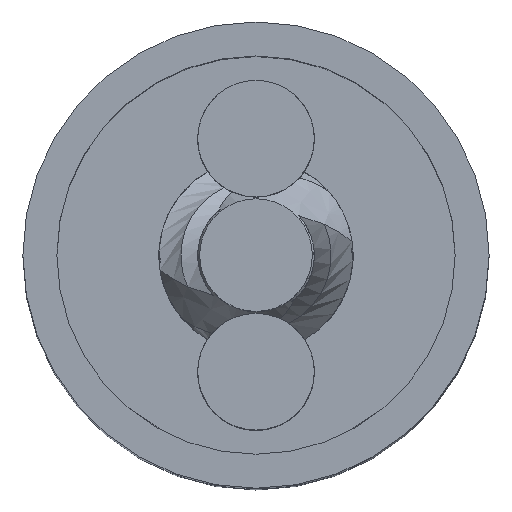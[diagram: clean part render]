
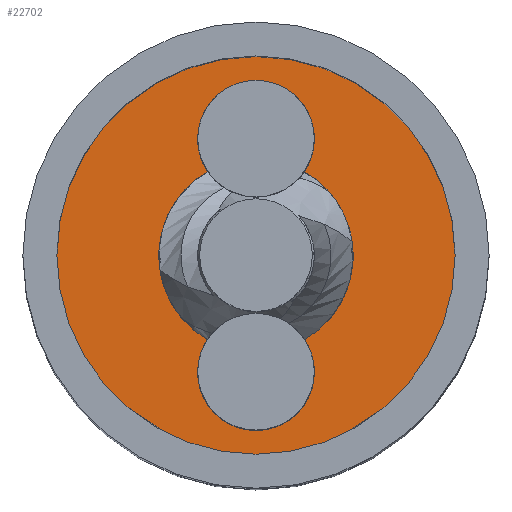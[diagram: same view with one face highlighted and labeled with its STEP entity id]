
A CAD part, top view. The second image highlights one B-rep face of the part: STEP entity #22702.
In plain terms, the highlighted planar face has unit normal (0, 0, 1).
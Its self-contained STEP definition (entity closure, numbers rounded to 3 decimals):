
#21775 = CYLINDRICAL_SURFACE('',#21776,30.);
#21776 = AXIS2_PLACEMENT_3D('',#21777,#21778,#21779);
#21777 = CARTESIAN_POINT('',(0.,60.,0.));
#21778 = DIRECTION('',(-0.,-0.,-1.));
#21779 = DIRECTION('',(1.,0.,0.));
#21804 = CYLINDRICAL_SURFACE('',#21805,50.);
#21805 = AXIS2_PLACEMENT_3D('',#21806,#21807,#21808);
#21806 = CARTESIAN_POINT('',(0.,0.,0.));
#21807 = DIRECTION('',(-0.,-0.,-1.));
#21808 = DIRECTION('',(1.,0.,0.));
#21833 = CYLINDRICAL_SURFACE('',#21834,30.);
#21834 = AXIS2_PLACEMENT_3D('',#21835,#21836,#21837);
#21835 = CARTESIAN_POINT('',(0.,-60.,0.));
#21836 = DIRECTION('',(-0.,-0.,-1.));
#21837 = DIRECTION('',(1.,0.,0.));
#21860 = CYLINDRICAL_SURFACE('',#21861,50.);
#21861 = AXIS2_PLACEMENT_3D('',#21862,#21863,#21864);
#21862 = CARTESIAN_POINT('',(0.,0.,0.));
#21863 = DIRECTION('',(-0.,-0.,-1.));
#21864 = DIRECTION('',(1.,0.,0.));
#21899 = CYLINDRICAL_SURFACE('',#21900,102.5);
#21900 = AXIS2_PLACEMENT_3D('',#21901,#21902,#21903);
#21901 = CARTESIAN_POINT('',(0.,0.,350.));
#21902 = DIRECTION('',(-0.,-0.,-1.));
#21903 = DIRECTION('',(1.,0.,0.));
#22441 = VERTEX_POINT('',#22442);
#22442 = CARTESIAN_POINT('',(24.944,43.333,350.));
#22463 = VERTEX_POINT('',#22464);
#22464 = CARTESIAN_POINT('',(-24.944,43.333,350.));
#22483 = EDGE_CURVE('',#22463,#22441,#22484,.T.);
#22484 = SURFACE_CURVE('',#22485,(#22490,#22497),.PCURVE_S1.);
#22485 = CIRCLE('',#22486,30.);
#22486 = AXIS2_PLACEMENT_3D('',#22487,#22488,#22489);
#22487 = CARTESIAN_POINT('',(0.,60.,350.));
#22488 = DIRECTION('',(0.,0.,-1.));
#22489 = DIRECTION('',(1.,0.,0.));
#22490 = PCURVE('',#21775,#22491);
#22491 = DEFINITIONAL_REPRESENTATION('',(#22492),#22496);
#22492 = LINE('',#22493,#22494);
#22493 = CARTESIAN_POINT('',(0.,-350.));
#22494 = VECTOR('',#22495,1.);
#22495 = DIRECTION('',(1.,-0.));
#22496 = ( GEOMETRIC_REPRESENTATION_CONTEXT(2) 
PARAMETRIC_REPRESENTATION_CONTEXT() REPRESENTATION_CONTEXT('2D SPACE',''
  ) );
#22497 = PCURVE('',#22498,#22503);
#22498 = PLANE('',#22499);
#22499 = AXIS2_PLACEMENT_3D('',#22500,#22501,#22502);
#22500 = CARTESIAN_POINT('',(0.,0.,350.
    ));
#22501 = DIRECTION('',(0.,0.,1.));
#22502 = DIRECTION('',(1.,0.,-0.));
#22503 = DEFINITIONAL_REPRESENTATION('',(#22504),#22512);
#22504 = ( BOUNDED_CURVE() B_SPLINE_CURVE(2,(#22505,#22506,#22507,#22508
    ,#22509,#22510,#22511),.UNSPECIFIED.,.T.,.F.) 
B_SPLINE_CURVE_WITH_KNOTS((1,2,2,2,2,1),(-2.094,0.,
    2.094,4.189,6.283,8.378),
.UNSPECIFIED.) CURVE() GEOMETRIC_REPRESENTATION_ITEM() 
RATIONAL_B_SPLINE_CURVE((1.,0.5,1.,0.5,1.,0.5,1.)) REPRESENTATION_ITEM(
  '') );
#22505 = CARTESIAN_POINT('',(30.,60.));
#22506 = CARTESIAN_POINT('',(30.,8.038));
#22507 = CARTESIAN_POINT('',(-15.,34.019));
#22508 = CARTESIAN_POINT('',(-60.,60.));
#22509 = CARTESIAN_POINT('',(-15.,85.981));
#22510 = CARTESIAN_POINT('',(30.,111.962));
#22511 = CARTESIAN_POINT('',(30.,60.));
#22512 = ( GEOMETRIC_REPRESENTATION_CONTEXT(2) 
PARAMETRIC_REPRESENTATION_CONTEXT() REPRESENTATION_CONTEXT('2D SPACE',''
  ) );
#22518 = EDGE_CURVE('',#22441,#22519,#22521,.T.);
#22519 = VERTEX_POINT('',#22520);
#22520 = CARTESIAN_POINT('',(24.944,-43.333,350.));
#22521 = SURFACE_CURVE('',#22522,(#22527,#22534),.PCURVE_S1.);
#22522 = CIRCLE('',#22523,50.);
#22523 = AXIS2_PLACEMENT_3D('',#22524,#22525,#22526);
#22524 = CARTESIAN_POINT('',(0.,0.,350.));
#22525 = DIRECTION('',(0.,0.,-1.));
#22526 = DIRECTION('',(1.,0.,0.));
#22527 = PCURVE('',#21804,#22528);
#22528 = DEFINITIONAL_REPRESENTATION('',(#22529),#22533);
#22529 = LINE('',#22530,#22531);
#22530 = CARTESIAN_POINT('',(-6.283,-350.));
#22531 = VECTOR('',#22532,1.);
#22532 = DIRECTION('',(1.,-0.));
#22533 = ( GEOMETRIC_REPRESENTATION_CONTEXT(2) 
PARAMETRIC_REPRESENTATION_CONTEXT() REPRESENTATION_CONTEXT('2D SPACE',''
  ) );
#22534 = PCURVE('',#22498,#22535);
#22535 = DEFINITIONAL_REPRESENTATION('',(#22536),#22544);
#22536 = ( BOUNDED_CURVE() B_SPLINE_CURVE(2,(#22537,#22538,#22539,#22540
    ,#22541,#22542,#22543),.UNSPECIFIED.,.T.,.F.) 
B_SPLINE_CURVE_WITH_KNOTS((1,2,2,2,2,1),(-2.094,0.,
    2.094,4.189,6.283,8.378),
.UNSPECIFIED.) CURVE() GEOMETRIC_REPRESENTATION_ITEM() 
RATIONAL_B_SPLINE_CURVE((1.,0.5,1.,0.5,1.,0.5,1.)) REPRESENTATION_ITEM(
  '') );
#22537 = CARTESIAN_POINT('',(50.,0.));
#22538 = CARTESIAN_POINT('',(50.,-86.603));
#22539 = CARTESIAN_POINT('',(-25.,-43.301));
#22540 = CARTESIAN_POINT('',(-100.,0.));
#22541 = CARTESIAN_POINT('',(-25.,43.301));
#22542 = CARTESIAN_POINT('',(50.,86.603));
#22543 = CARTESIAN_POINT('',(50.,0.));
#22544 = ( GEOMETRIC_REPRESENTATION_CONTEXT(2) 
PARAMETRIC_REPRESENTATION_CONTEXT() REPRESENTATION_CONTEXT('2D SPACE',''
  ) );
#22570 = VERTEX_POINT('',#22571);
#22571 = CARTESIAN_POINT('',(-24.944,-43.333,350.));
#22592 = EDGE_CURVE('',#22519,#22570,#22593,.T.);
#22593 = SURFACE_CURVE('',#22594,(#22599,#22606),.PCURVE_S1.);
#22594 = CIRCLE('',#22595,30.);
#22595 = AXIS2_PLACEMENT_3D('',#22596,#22597,#22598);
#22596 = CARTESIAN_POINT('',(0.,-60.,350.));
#22597 = DIRECTION('',(0.,0.,-1.));
#22598 = DIRECTION('',(1.,0.,0.));
#22599 = PCURVE('',#21833,#22600);
#22600 = DEFINITIONAL_REPRESENTATION('',(#22601),#22605);
#22601 = LINE('',#22602,#22603);
#22602 = CARTESIAN_POINT('',(-6.283,-350.));
#22603 = VECTOR('',#22604,1.);
#22604 = DIRECTION('',(1.,-0.));
#22605 = ( GEOMETRIC_REPRESENTATION_CONTEXT(2) 
PARAMETRIC_REPRESENTATION_CONTEXT() REPRESENTATION_CONTEXT('2D SPACE',''
  ) );
#22606 = PCURVE('',#22498,#22607);
#22607 = DEFINITIONAL_REPRESENTATION('',(#22608),#22616);
#22608 = ( BOUNDED_CURVE() B_SPLINE_CURVE(2,(#22609,#22610,#22611,#22612
    ,#22613,#22614,#22615),.UNSPECIFIED.,.T.,.F.) 
B_SPLINE_CURVE_WITH_KNOTS((1,2,2,2,2,1),(-2.094,0.,
    2.094,4.189,6.283,8.378),
.UNSPECIFIED.) CURVE() GEOMETRIC_REPRESENTATION_ITEM() 
RATIONAL_B_SPLINE_CURVE((1.,0.5,1.,0.5,1.,0.5,1.)) REPRESENTATION_ITEM(
  '') );
#22609 = CARTESIAN_POINT('',(30.,-60.));
#22610 = CARTESIAN_POINT('',(30.,-111.962));
#22611 = CARTESIAN_POINT('',(-15.,-85.981));
#22612 = CARTESIAN_POINT('',(-60.,-60.));
#22613 = CARTESIAN_POINT('',(-15.,-34.019));
#22614 = CARTESIAN_POINT('',(30.,-8.038));
#22615 = CARTESIAN_POINT('',(30.,-60.));
#22616 = ( GEOMETRIC_REPRESENTATION_CONTEXT(2) 
PARAMETRIC_REPRESENTATION_CONTEXT() REPRESENTATION_CONTEXT('2D SPACE',''
  ) );
#22622 = EDGE_CURVE('',#22570,#22463,#22623,.T.);
#22623 = SURFACE_CURVE('',#22624,(#22629,#22636),.PCURVE_S1.);
#22624 = CIRCLE('',#22625,50.);
#22625 = AXIS2_PLACEMENT_3D('',#22626,#22627,#22628);
#22626 = CARTESIAN_POINT('',(0.,0.,350.));
#22627 = DIRECTION('',(0.,0.,-1.));
#22628 = DIRECTION('',(1.,0.,0.));
#22629 = PCURVE('',#21860,#22630);
#22630 = DEFINITIONAL_REPRESENTATION('',(#22631),#22635);
#22631 = LINE('',#22632,#22633);
#22632 = CARTESIAN_POINT('',(0.,-350.));
#22633 = VECTOR('',#22634,1.);
#22634 = DIRECTION('',(1.,-0.));
#22635 = ( GEOMETRIC_REPRESENTATION_CONTEXT(2) 
PARAMETRIC_REPRESENTATION_CONTEXT() REPRESENTATION_CONTEXT('2D SPACE',''
  ) );
#22636 = PCURVE('',#22498,#22637);
#22637 = DEFINITIONAL_REPRESENTATION('',(#22638),#22646);
#22638 = ( BOUNDED_CURVE() B_SPLINE_CURVE(2,(#22639,#22640,#22641,#22642
    ,#22643,#22644,#22645),.UNSPECIFIED.,.T.,.F.) 
B_SPLINE_CURVE_WITH_KNOTS((1,2,2,2,2,1),(-2.094,0.,
    2.094,4.189,6.283,8.378),
.UNSPECIFIED.) CURVE() GEOMETRIC_REPRESENTATION_ITEM() 
RATIONAL_B_SPLINE_CURVE((1.,0.5,1.,0.5,1.,0.5,1.)) REPRESENTATION_ITEM(
  '') );
#22639 = CARTESIAN_POINT('',(50.,0.));
#22640 = CARTESIAN_POINT('',(50.,-86.603));
#22641 = CARTESIAN_POINT('',(-25.,-43.301));
#22642 = CARTESIAN_POINT('',(-100.,0.));
#22643 = CARTESIAN_POINT('',(-25.,43.301));
#22644 = CARTESIAN_POINT('',(50.,86.603));
#22645 = CARTESIAN_POINT('',(50.,0.));
#22646 = ( GEOMETRIC_REPRESENTATION_CONTEXT(2) 
PARAMETRIC_REPRESENTATION_CONTEXT() REPRESENTATION_CONTEXT('2D SPACE',''
  ) );
#22655 = VERTEX_POINT('',#22656);
#22656 = CARTESIAN_POINT('',(102.5,0.,350.));
#22677 = EDGE_CURVE('',#22655,#22655,#22678,.T.);
#22678 = SURFACE_CURVE('',#22679,(#22684,#22691),.PCURVE_S1.);
#22679 = CIRCLE('',#22680,102.5);
#22680 = AXIS2_PLACEMENT_3D('',#22681,#22682,#22683);
#22681 = CARTESIAN_POINT('',(0.,0.,350.));
#22682 = DIRECTION('',(0.,0.,1.));
#22683 = DIRECTION('',(1.,0.,-0.));
#22684 = PCURVE('',#21899,#22685);
#22685 = DEFINITIONAL_REPRESENTATION('',(#22686),#22690);
#22686 = LINE('',#22687,#22688);
#22687 = CARTESIAN_POINT('',(6.283,0.));
#22688 = VECTOR('',#22689,1.);
#22689 = DIRECTION('',(-1.,0.));
#22690 = ( GEOMETRIC_REPRESENTATION_CONTEXT(2) 
PARAMETRIC_REPRESENTATION_CONTEXT() REPRESENTATION_CONTEXT('2D SPACE',''
  ) );
#22691 = PCURVE('',#22498,#22692);
#22692 = DEFINITIONAL_REPRESENTATION('',(#22693),#22697);
#22693 = CIRCLE('',#22694,102.5);
#22694 = AXIS2_PLACEMENT_2D('',#22695,#22696);
#22695 = CARTESIAN_POINT('',(0.,0.));
#22696 = DIRECTION('',(1.,0.));
#22697 = ( GEOMETRIC_REPRESENTATION_CONTEXT(2) 
PARAMETRIC_REPRESENTATION_CONTEXT() REPRESENTATION_CONTEXT('2D SPACE',''
  ) );
#22702 = ADVANCED_FACE('',(#22703,#22706),#22498,.T.);
#22703 = FACE_BOUND('',#22704,.T.);
#22704 = EDGE_LOOP('',(#22705));
#22705 = ORIENTED_EDGE('',*,*,#22677,.T.);
#22706 = FACE_BOUND('',#22707,.T.);
#22707 = EDGE_LOOP('',(#22708,#22709,#22710,#22711));
#22708 = ORIENTED_EDGE('',*,*,#22622,.T.);
#22709 = ORIENTED_EDGE('',*,*,#22483,.T.);
#22710 = ORIENTED_EDGE('',*,*,#22518,.T.);
#22711 = ORIENTED_EDGE('',*,*,#22592,.T.);
